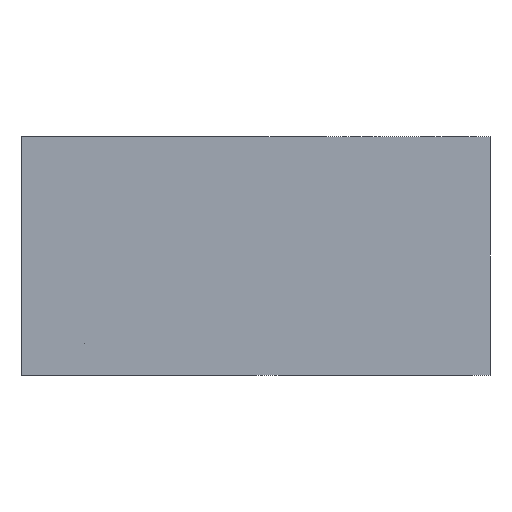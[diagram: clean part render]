
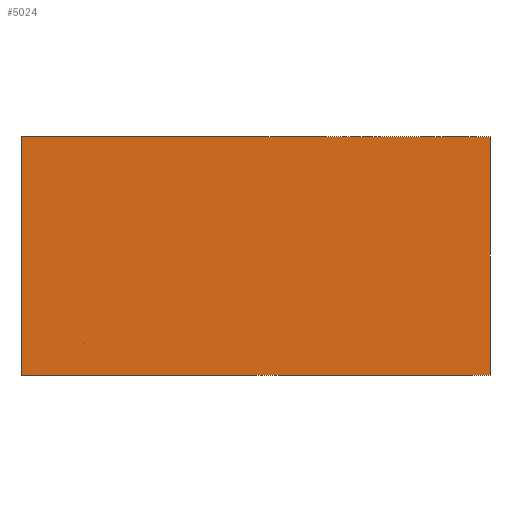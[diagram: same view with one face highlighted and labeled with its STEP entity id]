
A CAD part, front view. The second image highlights one B-rep face of the part: STEP entity #5024.
In plain terms, the highlighted planar face has unit normal (0, -1, 0).
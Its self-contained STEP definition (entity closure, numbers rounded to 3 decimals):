
#443=LINE('',#6837,#858);
#654=LINE('',#8189,#1069);
#775=LINE('',#8606,#1190);
#777=LINE('',#8826,#1192);
#858=VECTOR('',#5547,50.);
#1069=VECTOR('',#5884,98.);
#1190=VECTOR('',#6123,98.);
#1192=VECTOR('',#6359,50.);
#1492=PLANE('',#5335);
#1785=FACE_OUTER_BOUND('',#2182,.T.);
#2182=EDGE_LOOP('',(#4708,#4709,#4710,#4711));
#2363=VERTEX_POINT('',#6834);
#2364=VERTEX_POINT('',#6836);
#2577=VERTEX_POINT('',#8185);
#2687=VERTEX_POINT('',#8604);
#2866=EDGE_CURVE('',#2364,#2363,#443,.T.);
#3187=EDGE_CURVE('',#2364,#2577,#654,.T.);
#3341=EDGE_CURVE('',#2687,#2363,#775,.T.);
#3402=EDGE_CURVE('',#2577,#2687,#777,.T.);
#4708=ORIENTED_EDGE('',*,*,#2866,.T.);
#4709=ORIENTED_EDGE('',*,*,#3341,.F.);
#4710=ORIENTED_EDGE('',*,*,#3402,.F.);
#4711=ORIENTED_EDGE('',*,*,#3187,.F.);
#5024=ADVANCED_FACE('',(#1785),#1492,.F.);
#5335=AXIS2_PLACEMENT_3D('',#8825,#6357,#6358);
#5547=DIRECTION('',(0.,0.,-1.));
#5884=DIRECTION('',(1.,0.,0.));
#6123=DIRECTION('',(-1.,0.,0.));
#6357=DIRECTION('center_axis',(0.,1.,0.));
#6358=DIRECTION('ref_axis',(0.,0.,1.));
#6359=DIRECTION('',(0.,0.,-1.));
#6834=CARTESIAN_POINT('',(291.,0.,45.));
#6836=CARTESIAN_POINT('',(291.,0.,95.));
#6837=CARTESIAN_POINT('',(291.,0.,70.));
#8185=CARTESIAN_POINT('',(389.,0.,95.));
#8189=CARTESIAN_POINT('',(340.,0.,95.));
#8604=CARTESIAN_POINT('',(389.,0.,45.));
#8606=CARTESIAN_POINT('',(340.,0.,45.));
#8825=CARTESIAN_POINT('Origin',(340.,0.,70.));
#8826=CARTESIAN_POINT('',(389.,0.,70.));
